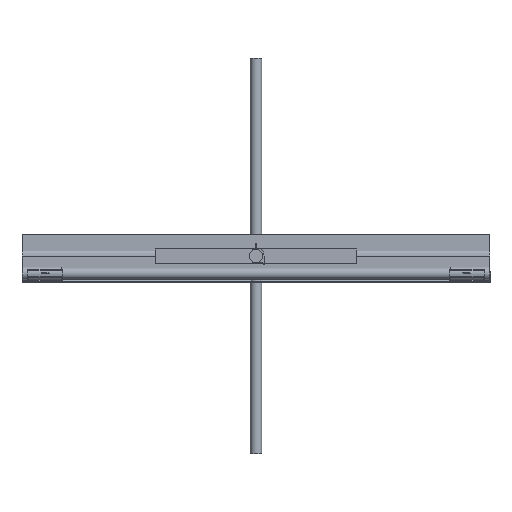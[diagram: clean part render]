
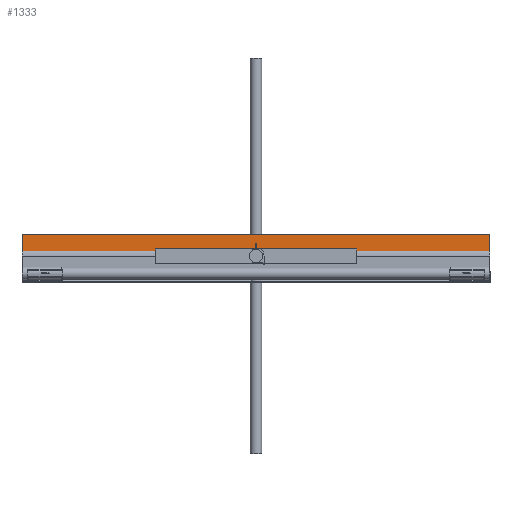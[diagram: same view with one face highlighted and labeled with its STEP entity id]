
A CAD part, left-side view. The second image highlights one B-rep face of the part: STEP entity #1333.
In plain terms, the highlighted planar face has unit normal (-1, 0, 0).
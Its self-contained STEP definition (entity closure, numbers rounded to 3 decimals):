
#1333 = ADVANCED_FACE( '', ( #2984 ), #2985, .F. );
#2984 = FACE_OUTER_BOUND( '', #4954, .T. );
#2985 = PLANE( '', #4955 );
#4954 = EDGE_LOOP( '', ( #9059, #9060, #9061, #9062 ) );
#4955 = AXIS2_PLACEMENT_3D( '', #9063, #9064, #9065 );
#9059 = ORIENTED_EDGE( '', *, *, #13090, .T. );
#9060 = ORIENTED_EDGE( '', *, *, #13134, .F. );
#9061 = ORIENTED_EDGE( '', *, *, #13109, .F. );
#9062 = ORIENTED_EDGE( '', *, *, #12687, .T. );
#9063 = CARTESIAN_POINT( '', ( -15.75, -640.5, -21.464 ) );
#9064 = DIRECTION( '', ( 1., 0., 0. ) );
#9065 = DIRECTION( '', ( 0., 0., -1. ) );
#12687 = EDGE_CURVE( '', #15688, #15686, #15689, .T. );
#13090 = EDGE_CURVE( '', #15686, #16276, #16279, .T. );
#13109 = EDGE_CURVE( '', #15688, #16307, #16308, .T. );
#13134 = EDGE_CURVE( '', #16307, #16276, #16343, .T. );
#15686 = VERTEX_POINT( '', #19765 );
#15688 = VERTEX_POINT( '', #19768 );
#15689 = LINE( '', #19769, #19770 );
#16276 = VERTEX_POINT( '', #20672 );
#16279 = LINE( '', #20676, #20677 );
#16307 = VERTEX_POINT( '', #20714 );
#16308 = LINE( '', #20715, #20716 );
#16343 = LINE( '', #20768, #20769 );
#19765 = CARTESIAN_POINT( '', ( -15.75, 490.5, 45. ) );
#19768 = CARTESIAN_POINT( '', ( -15.75, -490.5, 45. ) );
#19769 = CARTESIAN_POINT( '', ( -15.75, -640.5, 45. ) );
#19770 = VECTOR( '', #24042, 1000. );
#20672 = CARTESIAN_POINT( '', ( -15.75, 490.5, -21.464 ) );
#20676 = CARTESIAN_POINT( '', ( -15.75, 490.5, -21.464 ) );
#20677 = VECTOR( '', #24685, 1000. );
#20714 = CARTESIAN_POINT( '', ( -15.75, -490.5, -21.464 ) );
#20715 = CARTESIAN_POINT( '', ( -15.75, -490.5, -21.464 ) );
#20716 = VECTOR( '', #24710, 1000. );
#20768 = CARTESIAN_POINT( '', ( -15.75, -640.5, -21.464 ) );
#20769 = VECTOR( '', #24731, 1000. );
#24042 = DIRECTION( '', ( 0., 1., 0. ) );
#24685 = DIRECTION( '', ( 0., 0., -1. ) );
#24710 = DIRECTION( '', ( 0., 0., -1. ) );
#24731 = DIRECTION( '', ( 0., 1., 0. ) );
